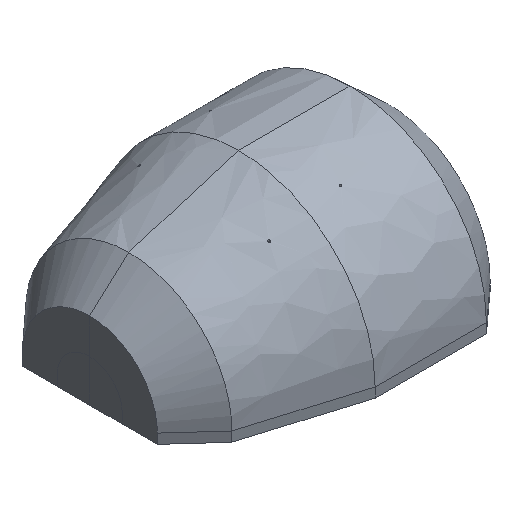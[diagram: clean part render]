
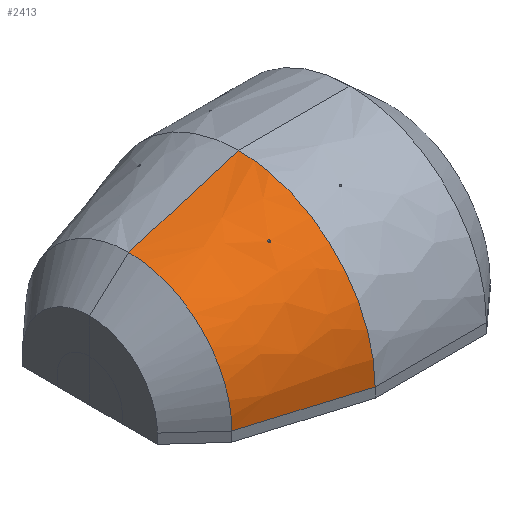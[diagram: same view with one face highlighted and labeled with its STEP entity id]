
A CAD part, isometric view. The second image highlights one B-rep face of the part: STEP entity #2413.
In plain terms, the highlighted free-form (B-spline) face has degree [5, 1] with [9, 2] control points.
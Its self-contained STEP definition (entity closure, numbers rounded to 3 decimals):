
#611=CARTESIAN_POINT('Control Point',(-0.179,0.,21.)) ;
#612=CARTESIAN_POINT('Control Point',(-17.094,0.,15.874)) ;
#613=CARTESIAN_POINT('Vertex',(-0.179,0.,21.)) ;
#615=CARTESIAN_POINT('Vertex',(-17.094,0.,15.874)) ;
#1957=CARTESIAN_POINT('Vertex',(-17.094,-15.874,0.)) ;
#2161=CARTESIAN_POINT('Control Point',(-17.094,0.,15.874)) ;
#2162=CARTESIAN_POINT('Control Point',(-17.094,-4.987,15.874)) ;
#2163=CARTESIAN_POINT('Control Point',(-17.094,-9.979,13.921)) ;
#2164=CARTESIAN_POINT('Control Point',(-17.094,-13.921,9.979)) ;
#2165=CARTESIAN_POINT('Control Point',(-17.094,-15.874,4.987)) ;
#2166=CARTESIAN_POINT('Control Point',(-17.094,-15.874,0.)) ;
#2201=CARTESIAN_POINT('Control Point',(-5.363,-10.,16.658)) ;
#2202=CARTESIAN_POINT('Control Point',(-5.363,-9.98,16.67)) ;
#2203=CARTESIAN_POINT('Control Point',(-5.367,-9.959,16.681)) ;
#2204=CARTESIAN_POINT('Control Point',(-5.377,-9.938,16.69)) ;
#2205=CARTESIAN_POINT('Control Point',(-5.407,-9.901,16.701)) ;
#2206=CARTESIAN_POINT('Control Point',(-5.451,-9.88,16.698)) ;
#2207=CARTESIAN_POINT('Control Point',(-5.475,-9.875,16.693)) ;
#2208=CARTESIAN_POINT('Control Point',(-5.541,-9.871,16.672)) ;
#2209=CARTESIAN_POINT('Control Point',(-5.596,-9.9,16.635)) ;
#2210=CARTESIAN_POINT('Control Point',(-5.622,-9.928,16.61)) ;
#2211=CARTESIAN_POINT('Control Point',(-5.638,-9.963,16.583)) ;
#2212=CARTESIAN_POINT('Control Point',(-5.638,-10.,16.561)) ;
#2213=CARTESIAN_POINT('Vertex',(-5.363,-10.,16.658)) ;
#2215=CARTESIAN_POINT('Vertex',(-5.638,-10.,16.561)) ;
#2253=CARTESIAN_POINT('Control Point',(-5.638,-10.,16.561)) ;
#2254=CARTESIAN_POINT('Control Point',(-5.638,-10.02,16.549)) ;
#2255=CARTESIAN_POINT('Control Point',(-5.633,-10.041,16.538)) ;
#2256=CARTESIAN_POINT('Control Point',(-5.623,-10.062,16.528)) ;
#2257=CARTESIAN_POINT('Control Point',(-5.594,-10.098,16.517)) ;
#2258=CARTESIAN_POINT('Control Point',(-5.551,-10.119,16.519)) ;
#2259=CARTESIAN_POINT('Control Point',(-5.528,-10.125,16.524)) ;
#2260=CARTESIAN_POINT('Control Point',(-5.462,-10.129,16.544)) ;
#2261=CARTESIAN_POINT('Control Point',(-5.406,-10.102,16.581)) ;
#2262=CARTESIAN_POINT('Control Point',(-5.379,-10.074,16.608)) ;
#2263=CARTESIAN_POINT('Control Point',(-5.363,-10.038,16.635)) ;
#2264=CARTESIAN_POINT('Control Point',(-5.363,-10.,16.658)) ;
#2320=CARTESIAN_POINT('Line Origine',(-8.636,-18.437,0.)) ;
#2324=CARTESIAN_POINT('Vertex',(-0.179,-21.,0.)) ;
#2377=CARTESIAN_POINT('Control Point',(-17.094,0.,15.874)) ;
#2378=CARTESIAN_POINT('Control Point',(-0.179,0.,21.)) ;
#2379=CARTESIAN_POINT('Control Point',(-17.094,-2.493,15.874)) ;
#2380=CARTESIAN_POINT('Control Point',(-0.179,-3.299,21.)) ;
#2381=CARTESIAN_POINT('Control Point',(-17.094,-4.987,15.385)) ;
#2382=CARTESIAN_POINT('Control Point',(-0.179,-6.597,20.352)) ;
#2383=CARTESIAN_POINT('Control Point',(-17.094,-7.352,14.405)) ;
#2384=CARTESIAN_POINT('Control Point',(-0.179,-9.726,19.056)) ;
#2385=CARTESIAN_POINT('Control Point',(-17.094,-11.571,11.571)) ;
#2386=CARTESIAN_POINT('Control Point',(-0.179,-15.307,15.307)) ;
#2387=CARTESIAN_POINT('Control Point',(-17.094,-14.405,7.352)) ;
#2388=CARTESIAN_POINT('Control Point',(-0.179,-19.056,9.726)) ;
#2389=CARTESIAN_POINT('Control Point',(-17.094,-15.385,4.987)) ;
#2390=CARTESIAN_POINT('Control Point',(-0.179,-20.352,6.597)) ;
#2391=CARTESIAN_POINT('Control Point',(-17.094,-15.874,2.493)) ;
#2392=CARTESIAN_POINT('Control Point',(-0.179,-21.,3.299)) ;
#2393=CARTESIAN_POINT('Control Point',(-17.094,-15.874,0.)) ;
#2394=CARTESIAN_POINT('Control Point',(-0.179,-21.,0.)) ;
#2396=CARTESIAN_POINT('Control Point',(-0.179,-21.,0.)) ;
#2397=CARTESIAN_POINT('Control Point',(-0.179,-21.,6.597)) ;
#2398=CARTESIAN_POINT('Control Point',(-0.179,-18.417,13.201)) ;
#2399=CARTESIAN_POINT('Control Point',(-0.179,-13.201,18.417)) ;
#2400=CARTESIAN_POINT('Control Point',(-0.179,-6.597,21.)) ;
#2401=CARTESIAN_POINT('Control Point',(-0.179,0.,21.)) ;
#2321=DIRECTION('Vector Direction',(-0.957,0.29,0.)) ;
#2404=ORIENTED_EDGE('',*,*,#2167,.T.) ;
#2405=ORIENTED_EDGE('',*,*,#2326,.F.) ;
#2406=ORIENTED_EDGE('',*,*,#2402,.T.) ;
#2407=ORIENTED_EDGE('',*,*,#617,.T.) ;
#2410=ORIENTED_EDGE('',*,*,#2265,.F.) ;
#2411=ORIENTED_EDGE('',*,*,#2217,.F.) ;
#2412=FACE_BOUND('',#2409,.T.) ;
#2322=VECTOR('Line Direction',#2321,1.) ;
#2413=ADVANCED_FACE('PartBody',(#2408,#2412),#2376,.T.) ;
#610=B_SPLINE_CURVE_WITH_KNOTS('',1,(#611,#612),.UNSPECIFIED.,.F.,.U.,(2,2),(-16.136,16.284),.UNSPECIFIED.) ;
#2160=B_SPLINE_CURVE_WITH_KNOTS('',5,(#2161,#2162,#2163,#2164,#2165,#2166),.UNSPECIFIED.,.F.,.U.,(6,6),(39.27,78.54),.UNSPECIFIED.) ;
#2200=B_SPLINE_CURVE_WITH_KNOTS('',5,(#2201,#2202,#2203,#2204,#2205,#2206,#2207,#2208,#2209,#2210,#2211,#2212),.UNSPECIFIED.,.F.,.U.,(6,3,3,6),(1.209,1.526,1.83,2.416),.UNSPECIFIED.) ;
#2252=B_SPLINE_CURVE_WITH_KNOTS('',5,(#2253,#2254,#2255,#2256,#2257,#2258,#2259,#2260,#2261,#2262,#2263,#2264),.UNSPECIFIED.,.F.,.U.,(6,3,3,6),(0.,0.318,0.609,1.209),.UNSPECIFIED.) ;
#2395=B_SPLINE_CURVE_WITH_KNOTS('',5,(#2396,#2397,#2398,#2399,#2400,#2401),.UNSPECIFIED.,.F.,.U.,(6,6),(-27.489,27.489),.UNSPECIFIED.) ;
#2376=B_SPLINE_SURFACE_WITH_KNOTS('',5,1,((#2377,#2378),(#2379,#2380),(#2381,#2382),(#2383,#2384),(#2385,#2386),(#2387,#2388),(#2389,#2390),(#2391,#2392),(#2393,#2394)),.UNSPECIFIED.,.F.,.F.,.U.,(6,3,6),(2,2),(54.978,82.467,109.956),(-0.472,31.947),.UNSPECIFIED.) ;
#617=EDGE_CURVE('',#614,#616,#610,.T.) ;
#2167=EDGE_CURVE('',#616,#1958,#2160,.T.) ;
#2217=EDGE_CURVE('',#2214,#2216,#2200,.T.) ;
#2265=EDGE_CURVE('',#2216,#2214,#2252,.T.) ;
#2326=EDGE_CURVE('',#2325,#1958,#2323,.T.) ;
#2402=EDGE_CURVE('',#2325,#614,#2395,.T.) ;
#2403=EDGE_LOOP('',(#2404,#2405,#2406,#2407)) ;
#2409=EDGE_LOOP('',(#2410,#2411)) ;
#2408=FACE_OUTER_BOUND('',#2403,.T.) ;
#2323=LINE('Line',#2320,#2322) ;
#614=VERTEX_POINT('',#613) ;
#616=VERTEX_POINT('',#615) ;
#1958=VERTEX_POINT('',#1957) ;
#2214=VERTEX_POINT('',#2213) ;
#2216=VERTEX_POINT('',#2215) ;
#2325=VERTEX_POINT('',#2324) ;
